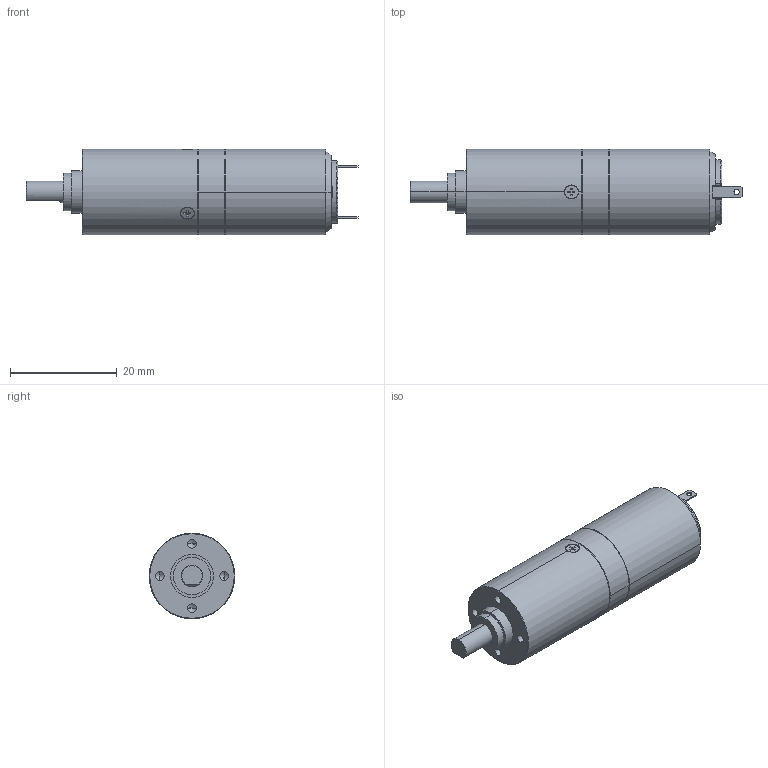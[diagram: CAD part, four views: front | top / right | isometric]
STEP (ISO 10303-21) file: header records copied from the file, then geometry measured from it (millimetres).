
FILE_DESCRIPTION((''),'2;1');
FILE_NAME('4696320000868_SW0001','2023-05-05T11:05:52',('BU5.RD'),(''),'CREO PARAMETRIC BY PTC INC, 2018100','CREO PARAMETRIC BY PTC INC, 2018100','');
FILE_SCHEMA(('CONFIG_CONTROL_DESIGN'));
Length unit declared in the file: millimetre
Products named in the file (1): 4696320000868_SW0001
Bounding box: 62.1 x 16 x 16 mm (x, y, z)
Volume: 9673.7 mm3; surface area: 3071.1 mm2
Topology: 1 solids, 1 shells, 222 faces, 579 edges, 372 vertices
Faces by surface type: plane 116, cylinder 65, cone 37, sphere 2, torus 2
Entity records: 7244 total; most frequent: CARTESIAN_POINT 1789, ORIENTED_EDGE 1142, DIRECTION 1088, EDGE_CURVE 571, VERTEX_POINT 372, VECTOR 366, LINE 366, AXIS2_PLACEMENT_3D 361
